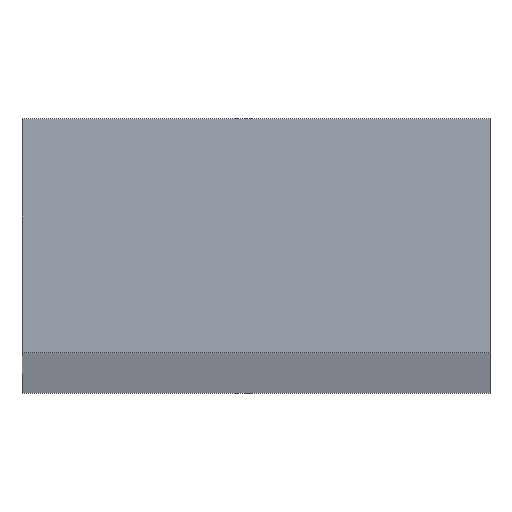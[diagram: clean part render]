
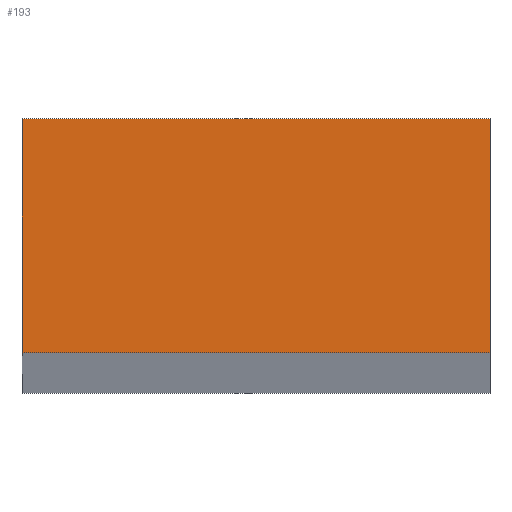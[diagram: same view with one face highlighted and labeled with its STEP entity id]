
A CAD part, top view. The second image highlights one B-rep face of the part: STEP entity #193.
In plain terms, the highlighted planar face has unit normal (0, 0, 1).
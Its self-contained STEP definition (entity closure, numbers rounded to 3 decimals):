
#8 = EDGE_LOOP ( 'NONE', ( #106, #197, #186, #140 ) ) ;
#9 = VERTEX_POINT ( 'NONE', #176 ) ;
#12 = VERTEX_POINT ( 'NONE', #70 ) ;
#16 = DIRECTION ( 'NONE',  ( 0., 0., 1. ) ) ;
#18 = DIRECTION ( 'NONE',  ( 1., 0., 0. ) ) ;
#38 = CARTESIAN_POINT ( 'NONE',  ( -10., -5., 500. ) ) ;
#70 = CARTESIAN_POINT ( 'NONE',  ( -10., 5., 500. ) ) ;
#76 = AXIS2_PLACEMENT_3D ( 'NONE', #93, #16, #18 ) ;
#83 = CARTESIAN_POINT ( 'NONE',  ( -10., 5., 500. ) ) ;
#84 = CARTESIAN_POINT ( 'NONE',  ( 10., 5., 500. ) ) ;
#85 = LINE ( 'NONE', #217, #185 ) ;
#93 = CARTESIAN_POINT ( 'NONE',  ( 0., 0., 500. ) ) ;
#98 = LINE ( 'NONE', #83, #161 ) ;
#106 = ORIENTED_EDGE ( 'NONE', *, *, #181, .T. ) ;
#111 = LINE ( 'NONE', #147, #234 ) ;
#113 = DIRECTION ( 'NONE',  ( 1., 0., 0. ) ) ;
#126 = FACE_OUTER_BOUND ( 'NONE', #8, .T. ) ;
#130 = EDGE_CURVE ( 'NONE', #169, #9, #85, .T. ) ;
#138 = EDGE_CURVE ( 'NONE', #9, #207, #111, .T. ) ;
#140 = ORIENTED_EDGE ( 'NONE', *, *, #189, .T. ) ;
#143 = VECTOR ( 'NONE', #194, 1000. ) ;
#147 = CARTESIAN_POINT ( 'NONE',  ( 10., 5., 500. ) ) ;
#161 = VECTOR ( 'NONE', #196, 1000. ) ;
#166 = LINE ( 'NONE', #235, #143 ) ;
#169 = VERTEX_POINT ( 'NONE', #38 ) ;
#176 = CARTESIAN_POINT ( 'NONE',  ( 10., -5., 500. ) ) ;
#179 = DIRECTION ( 'NONE',  ( 0., 1., 0. ) ) ;
#181 = EDGE_CURVE ( 'NONE', #12, #169, #98, .T. ) ;
#185 = VECTOR ( 'NONE', #113, 1000. ) ;
#186 = ORIENTED_EDGE ( 'NONE', *, *, #138, .T. ) ;
#189 = EDGE_CURVE ( 'NONE', #207, #12, #166, .T. ) ;
#193 = ADVANCED_FACE ( 'NONE', ( #126 ), #232, .T. ) ;
#194 = DIRECTION ( 'NONE',  ( -1., 0., 0. ) ) ;
#196 = DIRECTION ( 'NONE',  ( 0., -1., 0. ) ) ;
#197 = ORIENTED_EDGE ( 'NONE', *, *, #130, .T. ) ;
#207 = VERTEX_POINT ( 'NONE', #84 ) ;
#217 = CARTESIAN_POINT ( 'NONE',  ( -10., -5., 500. ) ) ;
#232 = PLANE ( 'NONE',  #76 ) ;
#234 = VECTOR ( 'NONE', #179, 1000. ) ;
#235 = CARTESIAN_POINT ( 'NONE',  ( -10., 5., 500. ) ) ;
